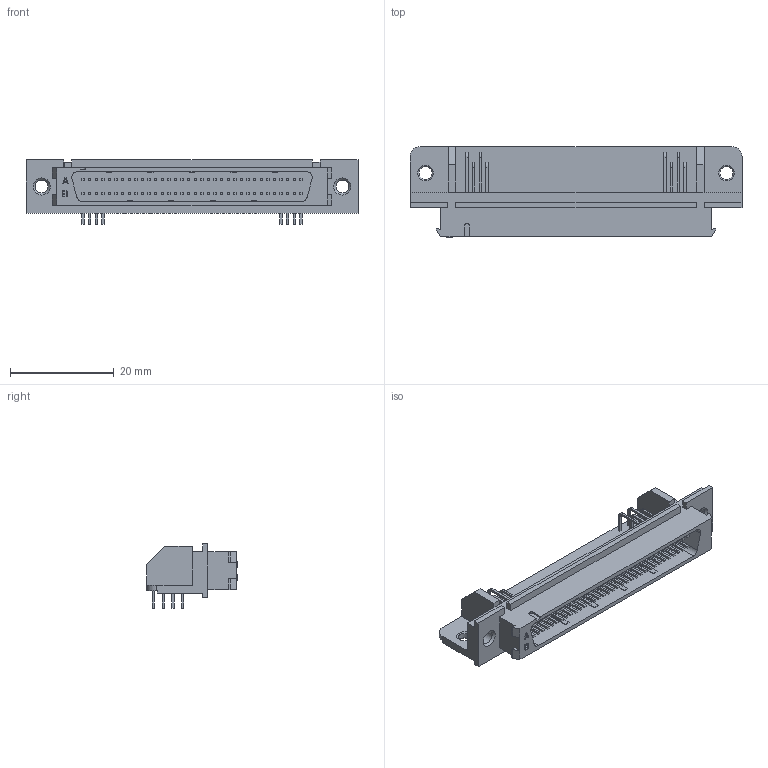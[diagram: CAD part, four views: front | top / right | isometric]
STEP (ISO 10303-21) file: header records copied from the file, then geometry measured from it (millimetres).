
FILE_DESCRIPTION(/* description */ (''),/* implementation_level */ '2;1');
FILE_NAME(/* name */ 'TYCO_2-5174225-5.stp',/* time_stamp */ '2017-06-21T12:13:11+02:00',/* author */ ('jchouvet'),/* organization */ (''),/* preprocessor_version */ 'ST-DEVELOPER v16.1',/* originating_system */ 'AutoCAD Mechanical',/* authorisation */ '');
FILE_SCHEMA (('AUTOMOTIVE_DESIGN { 1 0 10303 214 3 1 1 }'));
Length unit declared in the file: millimetre
Products named in the file (1): Product
Bounding box: 63.91 x 17.5 x 12.4 mm (x, y, z)
Volume: 3219.6 mm3; surface area: 5939.7 mm2
Topology: 103 solids, 103 shells, 870 faces, 1934 edges, 1284 vertices
Faces by surface type: plane 813, cylinder 49, cone 8
Full cylindrical faces by diameter (mm): 2.5 x4
Entity records: 23511 total; most frequent: CARTESIAN_POINT 4073, ORIENTED_EDGE 3840, DIRECTION 3770, EDGE_CURVE 1920, LINE 1812, VECTOR 1812, VERTEX_POINT 1282, AXIS2_PLACEMENT_3D 979
